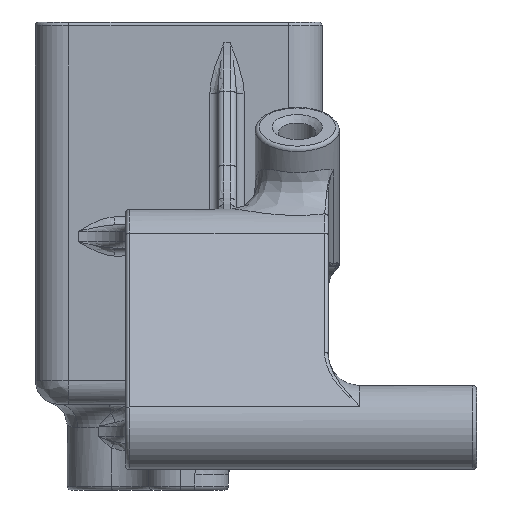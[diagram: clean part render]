
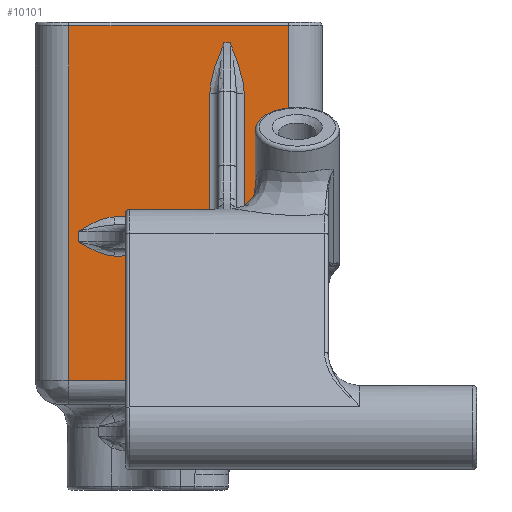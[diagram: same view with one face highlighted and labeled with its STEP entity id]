
A CAD part, left-side view. The second image highlights one B-rep face of the part: STEP entity #10101.
In plain terms, the highlighted planar face has unit normal (-1, 0, 0).
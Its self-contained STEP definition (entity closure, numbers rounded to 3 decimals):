
#284=PLANE('',#11060);
#714=LINE('',#17502,#1177);
#750=LINE('',#17908,#1213);
#758=LINE('',#18020,#1221);
#759=LINE('',#18024,#1222);
#760=LINE('',#18035,#1223);
#761=LINE('',#18045,#1224);
#762=LINE('',#18056,#1225);
#763=LINE('',#18058,#1226);
#764=LINE('',#18060,#1227);
#765=LINE('',#18062,#1228);
#766=LINE('',#18064,#1229);
#767=LINE('',#18066,#1230);
#768=LINE('',#18068,#1231);
#769=LINE('',#18069,#1232);
#1177=VECTOR('',#12750,10.);
#1213=VECTOR('',#12992,10.);
#1221=VECTOR('',#13026,10.);
#1222=VECTOR('',#13031,10.);
#1223=VECTOR('',#13032,10.);
#1224=VECTOR('',#13033,10.);
#1225=VECTOR('',#13034,10.);
#1226=VECTOR('',#13035,10.);
#1227=VECTOR('',#13036,10.);
#1228=VECTOR('',#13037,10.);
#1229=VECTOR('',#13038,10.);
#1230=VECTOR('',#13039,10.);
#1231=VECTOR('',#13040,10.);
#1232=VECTOR('',#13041,10.);
#1678=FACE_OUTER_BOUND('',#2390,.T.);
#2390=EDGE_LOOP('',(#7345,#7346,#7347,#7348,#7349,#7350,#7351,#7352,#7353,
#7354,#7355,#7356,#7357,#7358,#7359,#7360,#7361,#7362));
#3869=B_SPLINE_CURVE_WITH_KNOTS('',3,(#17896,#17897,#17898,#17899,#17900,
#17901,#17902,#17903),.UNSPECIFIED.,.F.,.F.,(4,2,1,1,4),(-0.341,
-0.34,-0.204,-0.136,0.),
 .UNSPECIFIED.);
#3876=B_SPLINE_CURVE_WITH_KNOTS('',3,(#18026,#18027,#18028,#18029,#18030,
#18031,#18032,#18033),.UNSPECIFIED.,.F.,.F.,(4,2,1,1,4),(-0.25,
-0.249,-0.1,-0.05,0.),
 .UNSPECIFIED.);
#3877=B_SPLINE_CURVE_WITH_KNOTS('',3,(#18036,#18037,#18038,#18039,#18040,
#18041,#18042,#18043),.UNSPECIFIED.,.F.,.F.,(4,1,1,2,4),(-0.249,
-0.149,-0.1,0.,0.001),
 .UNSPECIFIED.);
#3878=B_SPLINE_CURVE_WITH_KNOTS('',3,(#18047,#18048,#18049,#18050,#18051,
#18052,#18053,#18054),.UNSPECIFIED.,.F.,.F.,(4,1,1,2,4),(-0.34,
-0.204,-0.136,0.,0.001),
 .UNSPECIFIED.);
#4360=VERTEX_POINT('',#17495);
#4363=VERTEX_POINT('',#17500);
#4432=VERTEX_POINT('',#17884);
#4434=VERTEX_POINT('',#17887);
#4435=VERTEX_POINT('',#17905);
#4451=VERTEX_POINT('',#18019);
#4452=VERTEX_POINT('',#18023);
#4453=VERTEX_POINT('',#18025);
#4454=VERTEX_POINT('',#18034);
#4455=VERTEX_POINT('',#18044);
#4456=VERTEX_POINT('',#18046);
#4457=VERTEX_POINT('',#18055);
#4458=VERTEX_POINT('',#18057);
#4459=VERTEX_POINT('',#18059);
#4460=VERTEX_POINT('',#18061);
#4461=VERTEX_POINT('',#18063);
#4462=VERTEX_POINT('',#18065);
#4463=VERTEX_POINT('',#18067);
#5364=EDGE_CURVE('',#4363,#4360,#714,.T.);
#5475=EDGE_CURVE('',#4434,#4432,#3869,.T.);
#5478=EDGE_CURVE('',#4432,#4435,#750,.T.);
#5499=EDGE_CURVE('',#4435,#4451,#758,.T.);
#5501=EDGE_CURVE('',#4452,#4363,#759,.T.);
#5502=EDGE_CURVE('',#4453,#4452,#3876,.T.);
#5503=EDGE_CURVE('',#4454,#4453,#760,.T.);
#5504=EDGE_CURVE('',#4451,#4454,#3877,.T.);
#5505=EDGE_CURVE('',#4455,#4434,#761,.T.);
#5506=EDGE_CURVE('',#4456,#4455,#3878,.T.);
#5507=EDGE_CURVE('',#4457,#4456,#762,.T.);
#5508=EDGE_CURVE('',#4458,#4457,#763,.T.);
#5509=EDGE_CURVE('',#4459,#4458,#764,.T.);
#5510=EDGE_CURVE('',#4460,#4459,#765,.T.);
#5511=EDGE_CURVE('',#4461,#4460,#766,.T.);
#5512=EDGE_CURVE('',#4462,#4461,#767,.T.);
#5513=EDGE_CURVE('',#4463,#4462,#768,.T.);
#5514=EDGE_CURVE('',#4360,#4463,#769,.T.);
#7345=ORIENTED_EDGE('',*,*,#5364,.F.);
#7346=ORIENTED_EDGE('',*,*,#5501,.F.);
#7347=ORIENTED_EDGE('',*,*,#5502,.F.);
#7348=ORIENTED_EDGE('',*,*,#5503,.F.);
#7349=ORIENTED_EDGE('',*,*,#5504,.F.);
#7350=ORIENTED_EDGE('',*,*,#5499,.F.);
#7351=ORIENTED_EDGE('',*,*,#5478,.F.);
#7352=ORIENTED_EDGE('',*,*,#5475,.F.);
#7353=ORIENTED_EDGE('',*,*,#5505,.F.);
#7354=ORIENTED_EDGE('',*,*,#5506,.F.);
#7355=ORIENTED_EDGE('',*,*,#5507,.F.);
#7356=ORIENTED_EDGE('',*,*,#5508,.F.);
#7357=ORIENTED_EDGE('',*,*,#5509,.F.);
#7358=ORIENTED_EDGE('',*,*,#5510,.F.);
#7359=ORIENTED_EDGE('',*,*,#5511,.F.);
#7360=ORIENTED_EDGE('',*,*,#5512,.F.);
#7361=ORIENTED_EDGE('',*,*,#5513,.F.);
#7362=ORIENTED_EDGE('',*,*,#5514,.F.);
#10101=ADVANCED_FACE('',(#1678),#284,.F.);
#11060=AXIS2_PLACEMENT_3D('',#18022,#13029,#13030);
#12750=DIRECTION('',(0.,0.,-1.));
#12992=DIRECTION('',(0.,0.,-1.));
#13026=DIRECTION('',(0.,1.,0.));
#13029=DIRECTION('center_axis',(1.,0.,0.));
#13030=DIRECTION('ref_axis',(0.,-1.,0.));
#13031=DIRECTION('',(0.,-1.,0.));
#13032=DIRECTION('',(0.,0.,-1.));
#13033=DIRECTION('',(0.,1.,0.));
#13034=DIRECTION('',(0.,0.,1.));
#13035=DIRECTION('',(0.,1.,0.));
#13036=DIRECTION('',(0.,0.,-1.));
#13037=DIRECTION('',(0.,-1.,0.));
#13038=DIRECTION('',(0.,0.,1.));
#13039=DIRECTION('',(0.,1.,0.));
#13040=DIRECTION('',(0.,0.,1.));
#13041=DIRECTION('',(0.,1.,0.));
#17495=CARTESIAN_POINT('',(17.55,5.6,-19.5));
#17500=CARTESIAN_POINT('',(17.55,5.6,-9.5));
#17502=CARTESIAN_POINT('',(17.55,5.6,-1.625));
#17884=CARTESIAN_POINT('',(17.55,5.6,0.889));
#17887=CARTESIAN_POINT('',(17.55,4.7,4.162));
#17896=CARTESIAN_POINT('Ctrl Pts',(17.55,4.7,4.162));
#17897=CARTESIAN_POINT('Ctrl Pts',(17.55,4.701,4.159));
#17898=CARTESIAN_POINT('Ctrl Pts',(17.55,4.702,4.156));
#17899=CARTESIAN_POINT('Ctrl Pts',(17.55,4.874,3.733));
#17900=CARTESIAN_POINT('Ctrl Pts',(17.55,5.13,3.1));
#17901=CARTESIAN_POINT('Ctrl Pts',(17.55,5.472,2.022));
#17902=CARTESIAN_POINT('Ctrl Pts',(17.55,5.6,1.343));
#17903=CARTESIAN_POINT('Ctrl Pts',(17.55,5.6,0.889));
#17905=CARTESIAN_POINT('',(17.55,5.6,-7.));
#17908=CARTESIAN_POINT('',(17.55,5.6,-1.625));
#18019=CARTESIAN_POINT('',(17.55,11.696,-7.));
#18020=CARTESIAN_POINT('',(17.55,12.82,-7.));
#18022=CARTESIAN_POINT('Origin',(17.55,14.64,5.5));
#18023=CARTESIAN_POINT('',(17.55,11.696,-9.5));
#18024=CARTESIAN_POINT('',(17.55,12.82,-9.5));
#18025=CARTESIAN_POINT('',(17.55,14.,-8.6));
#18026=CARTESIAN_POINT('Ctrl Pts',(17.55,14.,-8.6));
#18027=CARTESIAN_POINT('Ctrl Pts',(17.55,13.998,-8.601));
#18028=CARTESIAN_POINT('Ctrl Pts',(17.55,13.996,-8.602));
#18029=CARTESIAN_POINT('Ctrl Pts',(17.55,13.567,-8.86));
#18030=CARTESIAN_POINT('Ctrl Pts',(17.55,12.991,-9.207));
#18031=CARTESIAN_POINT('Ctrl Pts',(17.55,12.196,-9.458));
#18032=CARTESIAN_POINT('Ctrl Pts',(17.55,11.862,-9.5));
#18033=CARTESIAN_POINT('Ctrl Pts',(17.55,11.696,-9.5));
#18034=CARTESIAN_POINT('',(17.55,14.,-7.9));
#18035=CARTESIAN_POINT('',(17.55,14.,-2.));
#18036=CARTESIAN_POINT('Ctrl Pts',(17.55,11.696,-7.));
#18037=CARTESIAN_POINT('Ctrl Pts',(17.55,12.028,-7.));
#18038=CARTESIAN_POINT('Ctrl Pts',(17.55,12.522,-7.124));
#18039=CARTESIAN_POINT('Ctrl Pts',(17.55,13.276,-7.466));
#18040=CARTESIAN_POINT('Ctrl Pts',(17.55,13.709,-7.726));
#18041=CARTESIAN_POINT('Ctrl Pts',(17.55,13.996,-7.898));
#18042=CARTESIAN_POINT('Ctrl Pts',(17.55,13.998,-7.899));
#18043=CARTESIAN_POINT('Ctrl Pts',(17.55,14.,-7.9));
#18044=CARTESIAN_POINT('',(17.55,4.3,4.162));
#18045=CARTESIAN_POINT('',(17.55,9.27,4.162));
#18046=CARTESIAN_POINT('',(17.55,3.4,0.889));
#18047=CARTESIAN_POINT('Ctrl Pts',(17.55,3.4,0.889));
#18048=CARTESIAN_POINT('Ctrl Pts',(17.55,3.4,1.343));
#18049=CARTESIAN_POINT('Ctrl Pts',(17.55,3.528,2.022));
#18050=CARTESIAN_POINT('Ctrl Pts',(17.55,3.87,3.1));
#18051=CARTESIAN_POINT('Ctrl Pts',(17.55,4.126,3.733));
#18052=CARTESIAN_POINT('Ctrl Pts',(17.55,4.298,4.156));
#18053=CARTESIAN_POINT('Ctrl Pts',(17.55,4.299,4.159));
#18054=CARTESIAN_POINT('Ctrl Pts',(17.55,4.3,4.162));
#18055=CARTESIAN_POINT('',(17.55,3.4,-7.));
#18056=CARTESIAN_POINT('',(17.55,3.4,-4.583));
#18057=CARTESIAN_POINT('',(17.55,0.56,-7.));
#18058=CARTESIAN_POINT('',(17.55,12.82,-7.));
#18059=CARTESIAN_POINT('',(17.55,0.56,5.25));
#18060=CARTESIAN_POINT('',(17.55,0.56,5.5));
#18061=CARTESIAN_POINT('',(17.55,14.64,5.25));
#18062=CARTESIAN_POINT('',(17.55,11.29,5.25));
#18063=CARTESIAN_POINT('',(17.55,14.64,-17.5));
#18064=CARTESIAN_POINT('',(17.55,14.64,5.5));
#18065=CARTESIAN_POINT('',(17.55,7.46,-17.5));
#18066=CARTESIAN_POINT('',(17.55,13.383,-17.5));
#18067=CARTESIAN_POINT('',(17.55,7.46,-19.5));
#18068=CARTESIAN_POINT('',(17.55,7.46,-9.5));
#18069=CARTESIAN_POINT('',(17.55,12.82,-19.5));
